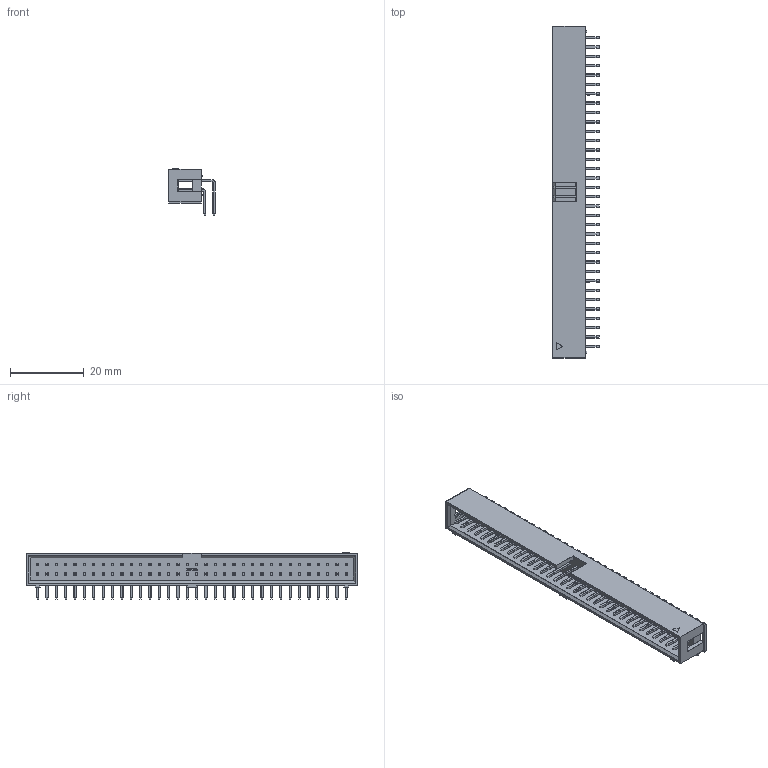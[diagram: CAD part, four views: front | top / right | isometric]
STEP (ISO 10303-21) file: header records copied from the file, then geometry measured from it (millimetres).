
FILE_DESCRIPTION(/* description */ (''),/* implementation_level */ '2;1');
FILE_NAME(/* name */ '68-Pin Shrouded Header (IDC) Right Angle.STEP',/* time_stamp */ '2019-09-21T07:50:42+02:00',/* author */ ('Bernd das Brot'),/* organization */ (''),/* preprocessor_version */ 'ST-DEVELOPER v17',/* originating_system */ 'Autodesk Inventor 2019',/* authorisation */ '');
FILE_SCHEMA (('AUTOMOTIVE_DESIGN { 1 0 10303 214 3 1 1 }'));
Length unit declared in the file: millimetre
Products named in the file (4): 68-Pin Shrouded Header (IDC) Right Angle; Lower Contact; Upper Contact; 68-Pin Shrouded Header Body
Assembly tree (69 placements, depth 2):
  68-Pin Shrouded Header (IDC) Right Angle
    Upper Contact  x34
    Lower Contact  x34
    68-Pin Shrouded Header Body
Bounding box: 12.65 x 90.17 x 12.67 mm (x, y, z)
Volume: 3911.5 mm3; surface area: 7987.9 mm2
Topology: 69 solids, 69 shells, 2682 faces, 6860 edges, 4325 vertices
Faces by surface type: plane 1466, cylinder 800, torus 295, bspline 80, sphere 41
Entity records: 22947 total; most frequent: CARTESIAN_POINT 5112, ORIENTED_EDGE 3680, DIRECTION 3413, EDGE_CURVE 1840, LINE 1369, VECTOR 1369, VERTEX_POINT 1157, AXIS2_PLACEMENT_3D 1022
